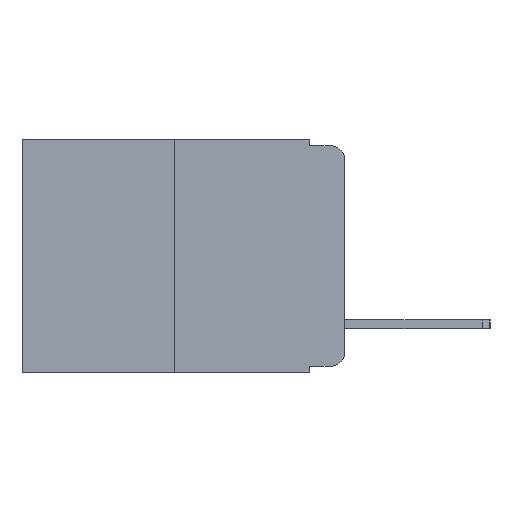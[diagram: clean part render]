
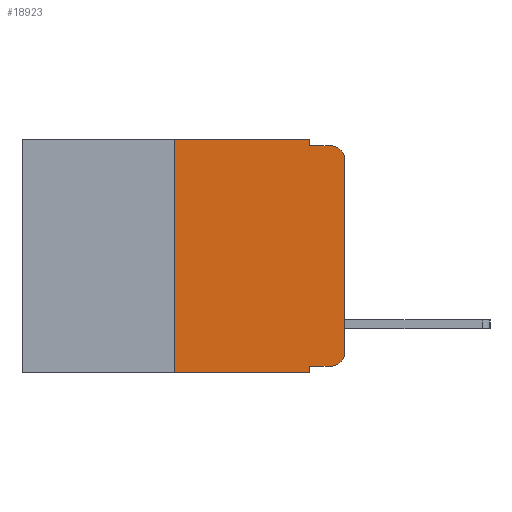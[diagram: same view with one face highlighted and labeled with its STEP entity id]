
A CAD part, left-side view. The second image highlights one B-rep face of the part: STEP entity #18923.
In plain terms, the highlighted planar face has unit normal (-1, 0, 0).
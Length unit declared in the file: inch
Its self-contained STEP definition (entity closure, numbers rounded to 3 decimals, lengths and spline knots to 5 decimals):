
#133 = CARTESIAN_POINT ( 'NONE',  ( 0., 0.051, 0. ) ) ;
#487 = DIRECTION ( 'NONE',  ( 0., -1., 0. ) ) ;
#795 = EDGE_CURVE ( 'NONE', #19960, #19286, #20408, .T. ) ;
#940 = LINE ( 'NONE', #20466, #11457 ) ;
#942 = CARTESIAN_POINT ( 'NONE',  ( 0., 0., -0.313 ) ) ;
#1616 = CARTESIAN_POINT ( 'NONE',  ( 0., 0.051, -0.01 ) ) ;
#1926 = CARTESIAN_POINT ( 'NONE',  ( 0., 0.051, -0.01 ) ) ;
#1951 = ORIENTED_EDGE ( 'NONE', *, *, #24866, .T. ) ;
#2517 = DIRECTION ( 'NONE',  ( 0., -1., 0. ) ) ;
#3374 = CARTESIAN_POINT ( 'NONE',  ( 0., 0., 0. ) ) ;
#3472 = VERTEX_POINT ( 'NONE', #133 ) ;
#3773 = DIRECTION ( 'NONE',  ( 0., 0., -1. ) ) ;
#3827 = ORIENTED_EDGE ( 'NONE', *, *, #20586, .F. ) ;
#4039 = EDGE_CURVE ( 'NONE', #3472, #8307, #22254, .T. ) ;
#4584 = VERTEX_POINT ( 'NONE', #17590 ) ;
#4686 = VERTEX_POINT ( 'NONE', #14038 ) ;
#4781 = VECTOR ( 'NONE', #19170, 39.37008 ) ;
#4815 = CARTESIAN_POINT ( 'NONE',  ( 0., 0., -0.03 ) ) ;
#5379 = CARTESIAN_POINT ( 'NONE',  ( 0., 0.051, 0. ) ) ;
#5627 = DIRECTION ( 'NONE',  ( 0., 0., -1. ) ) ;
#5966 = ORIENTED_EDGE ( 'NONE', *, *, #8549, .F. ) ;
#6563 = DIRECTION ( 'NONE',  ( -1., 0., 0. ) ) ;
#6604 = DIRECTION ( 'NONE',  ( -1., 0., 0. ) ) ;
#6637 = CIRCLE ( 'NONE', #13866, 0.02 ) ;
#6889 = VECTOR ( 'NONE', #2517, 39.37008 ) ;
#6903 = VECTOR ( 'NONE', #16144, 39.37008 ) ;
#6983 = VERTEX_POINT ( 'NONE', #20848 ) ;
#7177 = LINE ( 'NONE', #16204, #11643 ) ;
#7967 = VERTEX_POINT ( 'NONE', #12680 ) ;
#8307 = VERTEX_POINT ( 'NONE', #1926 ) ;
#8529 = CARTESIAN_POINT ( 'NONE',  ( 0., 0.473, 0. ) ) ;
#8549 = EDGE_CURVE ( 'NONE', #6983, #4686, #24699, .T. ) ;
#8969 = DIRECTION ( 'NONE',  ( 0., 0., -1. ) ) ;
#9160 = ORIENTED_EDGE ( 'NONE', *, *, #15419, .T. ) ;
#9341 = EDGE_CURVE ( 'NONE', #8307, #15547, #9977, .T. ) ;
#9462 = PLANE ( 'NONE',  #11722 ) ;
#9713 = CARTESIAN_POINT ( 'NONE',  ( 0., 0.02, -0.01 ) ) ;
#9977 = LINE ( 'NONE', #1616, #4781 ) ;
#10018 = VECTOR ( 'NONE', #21997, 39.37008 ) ;
#10685 = VERTEX_POINT ( 'NONE', #11195 ) ;
#10870 = AXIS2_PLACEMENT_3D ( 'NONE', #18044, #6563, #19994 ) ;
#11073 = ORIENTED_EDGE ( 'NONE', *, *, #795, .T. ) ;
#11195 = CARTESIAN_POINT ( 'NONE',  ( 0., 0.051, -0.343 ) ) ;
#11457 = VECTOR ( 'NONE', #8969, 39.37008 ) ;
#11518 = ORIENTED_EDGE ( 'NONE', *, *, #4039, .F. ) ;
#11608 = CIRCLE ( 'NONE', #10870, 0.02 ) ;
#11643 = VECTOR ( 'NONE', #487, 39.37008 ) ;
#11722 = AXIS2_PLACEMENT_3D ( 'NONE', #13294, #17167, #5627 ) ;
#11743 = ORIENTED_EDGE ( 'NONE', *, *, #22203, .T. ) ;
#12370 = ORIENTED_EDGE ( 'NONE', *, *, #22820, .F. ) ;
#12578 = LINE ( 'NONE', #14212, #6889 ) ;
#12680 = CARTESIAN_POINT ( 'NONE',  ( 0., 0.051, -0.333 ) ) ;
#13294 = CARTESIAN_POINT ( 'NONE',  ( 0., 0.473, 0. ) ) ;
#13866 = AXIS2_PLACEMENT_3D ( 'NONE', #18076, #6604, #20032 ) ;
#14038 = CARTESIAN_POINT ( 'NONE',  ( 0., 0.25, 0. ) ) ;
#14102 = EDGE_CURVE ( 'NONE', #6983, #10685, #12578, .T. ) ;
#14212 = CARTESIAN_POINT ( 'NONE',  ( 0., 0.473, -0.343 ) ) ;
#15419 = EDGE_CURVE ( 'NONE', #7967, #4584, #7177, .T. ) ;
#15547 = VERTEX_POINT ( 'NONE', #9713 ) ;
#15593 = ORIENTED_EDGE ( 'NONE', *, *, #9341, .F. ) ;
#16144 = DIRECTION ( 'NONE',  ( 0., -1., 0. ) ) ;
#16204 = CARTESIAN_POINT ( 'NONE',  ( 0., 0.051, -0.333 ) ) ;
#16515 = LINE ( 'NONE', #8529, #6903 ) ;
#16553 = ORIENTED_EDGE ( 'NONE', *, *, #14102, .T. ) ;
#17137 = VECTOR ( 'NONE', #3773, 39.37008 ) ;
#17167 = DIRECTION ( 'NONE',  ( 1., 0., 0. ) ) ;
#17258 = FACE_OUTER_BOUND ( 'NONE', #25026, .T. ) ;
#17550 = DIRECTION ( 'NONE',  ( 0., 0., 1. ) ) ;
#17590 = CARTESIAN_POINT ( 'NONE',  ( 0., 0.02, -0.333 ) ) ;
#18044 = CARTESIAN_POINT ( 'NONE',  ( 0., 0.02, -0.313 ) ) ;
#18076 = CARTESIAN_POINT ( 'NONE',  ( 0., 0.02, -0.03 ) ) ;
#18923 = ADVANCED_FACE ( 'NONE', ( #17258 ), #9462, .F. ) ;
#19170 = DIRECTION ( 'NONE',  ( 0., -1., 0. ) ) ;
#19286 = VERTEX_POINT ( 'NONE', #4815 ) ;
#19803 = VECTOR ( 'NONE', #17550, 39.37008 ) ;
#19960 = VERTEX_POINT ( 'NONE', #942 ) ;
#19994 = DIRECTION ( 'NONE',  ( 0., 0., -1. ) ) ;
#20032 = DIRECTION ( 'NONE',  ( 0., 0., -1. ) ) ;
#20067 = CARTESIAN_POINT ( 'NONE',  ( 0., 0.25, 0. ) ) ;
#20408 = LINE ( 'NONE', #3374, #19803 ) ;
#20466 = CARTESIAN_POINT ( 'NONE',  ( 0., 0.051, 0. ) ) ;
#20586 = EDGE_CURVE ( 'NONE', #7967, #10685, #940, .T. ) ;
#20848 = CARTESIAN_POINT ( 'NONE',  ( 0., 0.25, -0.343 ) ) ;
#21997 = DIRECTION ( 'NONE',  ( 0., 0., 1. ) ) ;
#22203 = EDGE_CURVE ( 'NONE', #19286, #15547, #6637, .T. ) ;
#22254 = LINE ( 'NONE', #5379, #17137 ) ;
#22820 = EDGE_CURVE ( 'NONE', #4686, #3472, #16515, .T. ) ;
#24699 = LINE ( 'NONE', #20067, #10018 ) ;
#24866 = EDGE_CURVE ( 'NONE', #4584, #19960, #11608, .T. ) ;
#25026 = EDGE_LOOP ( 'NONE', ( #11073, #11743, #15593, #11518, #12370, #5966, #16553, #3827, #9160, #1951 ) ) ;
